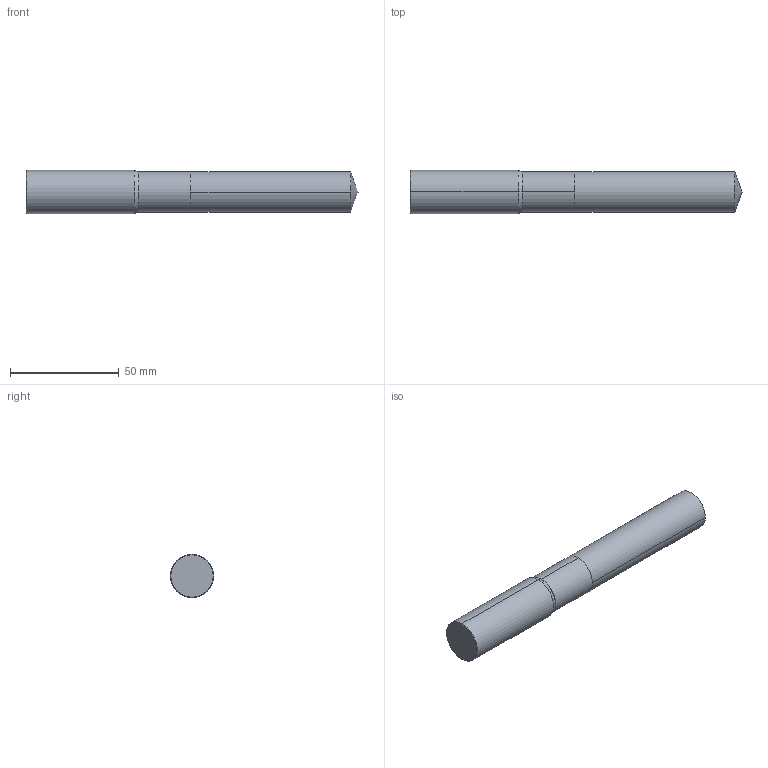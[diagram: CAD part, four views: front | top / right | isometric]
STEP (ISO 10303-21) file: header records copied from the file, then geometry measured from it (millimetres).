
FILE_DESCRIPTION((''),'2;1');
FILE_NAME('302-001-000_QU1_ASM','2018-01-29T',('zoellerk'),(''),'CREO PARAMETRIC BY PTC INC, 2016380','CREO PARAMETRIC BY PTC INC, 2016380','');
FILE_SCHEMA(('AUTOMOTIVE_DESIGN { 1 0 10303 214 1 1 1 1 }'));
Length unit declared in the file: millimetre
Products named in the file (3): 1178618500NC; 1178618500C; 302-001-000_QU1_ASM
Assembly tree (2 placements, depth 2):
  302-001-000_QU1_ASM
    1178618500NC
    1178618500C
Bounding box: 153 x 20 x 20 mm (x, y, z)
Volume: 42829.6 mm3; surface area: 10074.1 mm2
Topology: 2 solids, 2 shells, 17 faces, 34 edges, 20 vertices
Faces by surface type: cylinder 8, cone 6, plane 3
Entity records: 1684 total; most frequent: DIRECTION 150, PROPERTY_DEFINITION 119, REPRESENTATION 117, PROPERTY_DEFINITION_REPRESENTATION 117, CARTESIAN_POINT 114, PRESENTATION_STYLE_ASSIGNMENT 82, STYLED_ITEM 82, DESCRIPTIVE_REPRESENTATION_ITEM 78
